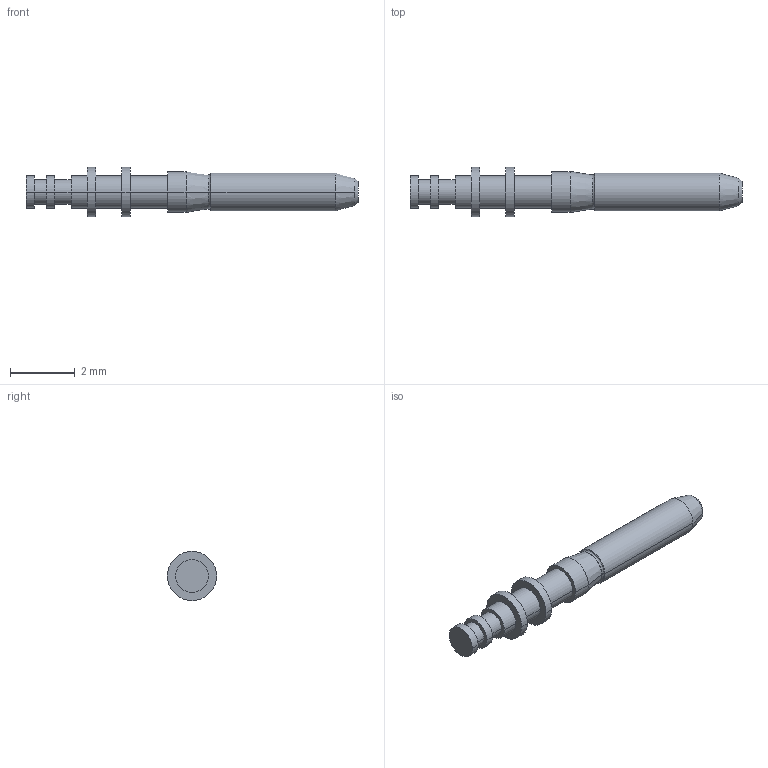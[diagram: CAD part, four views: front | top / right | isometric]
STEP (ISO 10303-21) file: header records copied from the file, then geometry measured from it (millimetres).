
FILE_DESCRIPTION (( 'STEP AP203' ), '1' );
FILE_NAME ('NNP-DWG-110-002-000 Port Plug, Body.STEP', '2024-08-20T20:28:14', ( '' ), ( '' ), 'SwSTEP 2.0', 'SolidWorks 2024', '' );
FILE_SCHEMA (( 'CONFIG_CONTROL_DESIGN' ));
Length unit declared in the file: inch
Products named in the file (1): NNP-DWG-110-002-000 Port Plug, Body
Bounding box: 10.29 x 1.52 x 1.52 mm (x, y, z)
Volume: 9.9 mm3; surface area: 42.8 mm2
Topology: 1 solids, 1 shells, 45 faces, 88 edges, 54 vertices
Faces by surface type: cylinder 22, plane 11, cone 8, torus 4
Entity records: 1247 total; most frequent: DIRECTION 238, CARTESIAN_POINT 188, ORIENTED_EDGE 176, AXIS2_PLACEMENT_3D 104, EDGE_CURVE 88, CIRCLE 58, VERTEX_POINT 54, EDGE_LOOP 54
